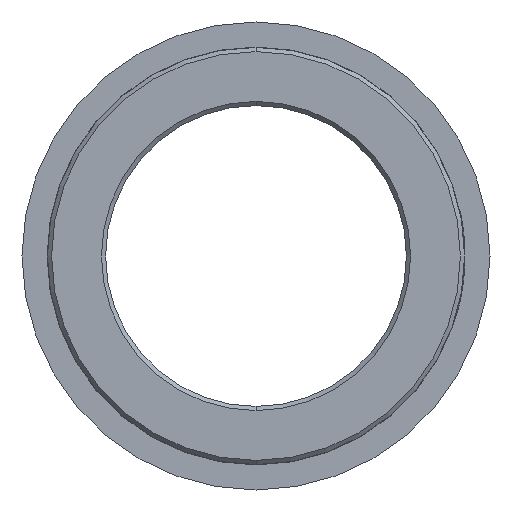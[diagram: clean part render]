
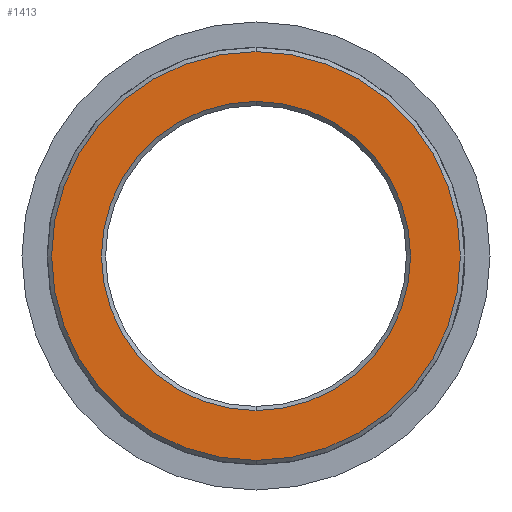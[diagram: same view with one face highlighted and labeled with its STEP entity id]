
A CAD part, front view. The second image highlights one B-rep face of the part: STEP entity #1413.
In plain terms, the highlighted planar face has unit normal (0, -1, 0).
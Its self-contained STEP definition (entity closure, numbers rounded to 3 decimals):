
#82 = DIRECTION ( 'NONE',  ( 0., -1., 0. ) ) ;
#155 = CIRCLE ( 'NONE', #257, 24.46 ) ;
#220 = VERTEX_POINT ( 'NONE', #1493 ) ;
#232 = EDGE_LOOP ( 'NONE', ( #955, #1465 ) ) ;
#257 = AXIS2_PLACEMENT_3D ( 'NONE', #442, #2080, #1039 ) ;
#303 = PLANE ( 'NONE',  #1101 ) ;
#344 = EDGE_CURVE ( 'NONE', #2121, #220, #2147, .T. ) ;
#362 = DIRECTION ( 'NONE',  ( 0., -1., 0. ) ) ;
#409 = ORIENTED_EDGE ( 'NONE', *, *, #696, .T. ) ;
#442 = CARTESIAN_POINT ( 'NONE',  ( 0., -46.313, 0. ) ) ;
#453 = CARTESIAN_POINT ( 'NONE',  ( 0., -46.313, -18.5 ) ) ;
#593 = DIRECTION ( 'NONE',  ( 0., 0., -1. ) ) ;
#607 = EDGE_LOOP ( 'NONE', ( #409, #617 ) ) ;
#617 = ORIENTED_EDGE ( 'NONE', *, *, #344, .T. ) ;
#634 = CIRCLE ( 'NONE', #2182, 18.5 ) ;
#696 = EDGE_CURVE ( 'NONE', #220, #2121, #155, .T. ) ;
#955 = ORIENTED_EDGE ( 'NONE', *, *, #1225, .F. ) ;
#1039 = DIRECTION ( 'NONE',  ( 0., 0., -1. ) ) ;
#1047 = AXIS2_PLACEMENT_3D ( 'NONE', #1765, #82, #1353 ) ;
#1058 = FACE_BOUND ( 'NONE', #232, .T. ) ;
#1101 = AXIS2_PLACEMENT_3D ( 'NONE', #2165, #1157, #2025 ) ;
#1157 = DIRECTION ( 'NONE',  ( 0., -1., 0. ) ) ;
#1171 = CARTESIAN_POINT ( 'NONE',  ( 0., -46.313, 18.5 ) ) ;
#1225 = EDGE_CURVE ( 'NONE', #2445, #1604, #1392, .T. ) ;
#1353 = DIRECTION ( 'NONE',  ( 0., 0., -1. ) ) ;
#1387 = FACE_OUTER_BOUND ( 'NONE', #607, .T. ) ;
#1391 = CARTESIAN_POINT ( 'NONE',  ( 0., -46.313, 0. ) ) ;
#1392 = CIRCLE ( 'NONE', #1047, 18.5 ) ;
#1413 = ADVANCED_FACE ( 'NONE', ( #1387, #1058 ), #303, .T. ) ;
#1465 = ORIENTED_EDGE ( 'NONE', *, *, #2707, .F. ) ;
#1493 = CARTESIAN_POINT ( 'NONE',  ( 0., -46.313, 24.46 ) ) ;
#1604 = VERTEX_POINT ( 'NONE', #1171 ) ;
#1606 = DIRECTION ( 'NONE',  ( 0., -1., 0. ) ) ;
#1617 = CARTESIAN_POINT ( 'NONE',  ( 0., -46.313, 0. ) ) ;
#1765 = CARTESIAN_POINT ( 'NONE',  ( 0., -46.313, 0. ) ) ;
#1822 = DIRECTION ( 'NONE',  ( 0., 0., -1. ) ) ;
#2025 = DIRECTION ( 'NONE',  ( 0., 0., -1. ) ) ;
#2080 = DIRECTION ( 'NONE',  ( 0., -1., 0. ) ) ;
#2121 = VERTEX_POINT ( 'NONE', #2727 ) ;
#2147 = CIRCLE ( 'NONE', #2222, 24.46 ) ;
#2165 = CARTESIAN_POINT ( 'NONE',  ( 24.46, -46.313, 0. ) ) ;
#2182 = AXIS2_PLACEMENT_3D ( 'NONE', #1391, #362, #1822 ) ;
#2222 = AXIS2_PLACEMENT_3D ( 'NONE', #1617, #1606, #593 ) ;
#2445 = VERTEX_POINT ( 'NONE', #453 ) ;
#2707 = EDGE_CURVE ( 'NONE', #1604, #2445, #634, .T. ) ;
#2727 = CARTESIAN_POINT ( 'NONE',  ( 0., -46.313, -24.46 ) ) ;
